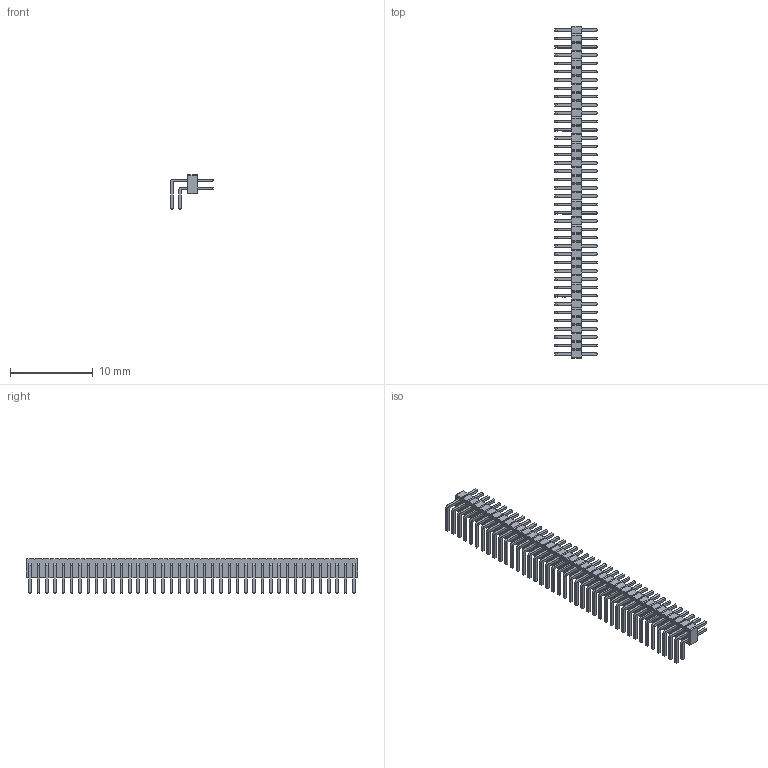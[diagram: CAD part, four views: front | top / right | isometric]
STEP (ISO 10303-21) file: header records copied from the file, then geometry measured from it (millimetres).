
FILE_DESCRIPTION(/* description */ ('model of PinHeader_2x40_P1.00mm_Horizontal'),/* implementation_level */ '2;1');
FILE_NAME(/* name */ 'PinHeader_2x40_P1.00mm_Horizontal.step',/* time_stamp */ '2018-01-24T14:08:05',/* author */ ('kicad StepUp','ksu'),/* organization */ ('FreeCAD'),/* preprocessor_version */ 'OCC',/* originating_system */ 'kicad StepUp',/* authorisation */ '');
FILE_SCHEMA(('AUTOMOTIVE_DESIGN { 1 0 10303 214 1 1 1 1 }'));
Length unit declared in the file: millimetre
Products named in the file (2): PinHeader_2x40_P100mm_Horizontal; Shape0_029513765765
Bounding box: 5.15 x 40 x 4.12 mm (x, y, z)
Volume: 162.3 mm3; surface area: 1007.3 mm2
Topology: 81 solids, 81 shells, 1604 faces, 3686 edges, 2244 vertices
Faces by surface type: plane 1524, cylinder 80
Entity records: 28240 total; most frequent: ORIENTED_EDGE 5450, CARTESIAN_POINT 4659, EDGE_CURVE 3686, LINE 3526, VERTEX_POINT 2244, AXIS2_PLACEMENT_3D 1765, ADVANCED_FACE 1604, FACE_BOUND 1604
